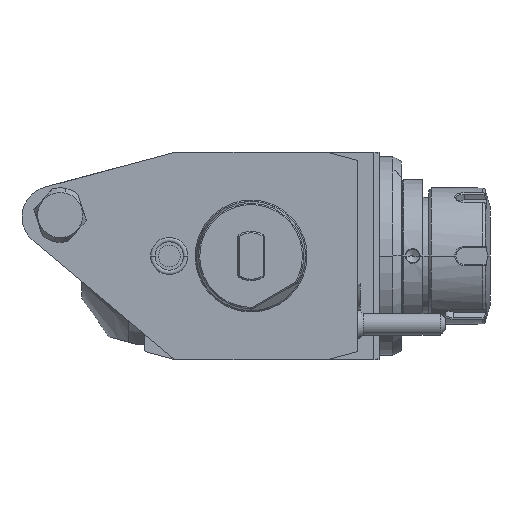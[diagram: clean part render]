
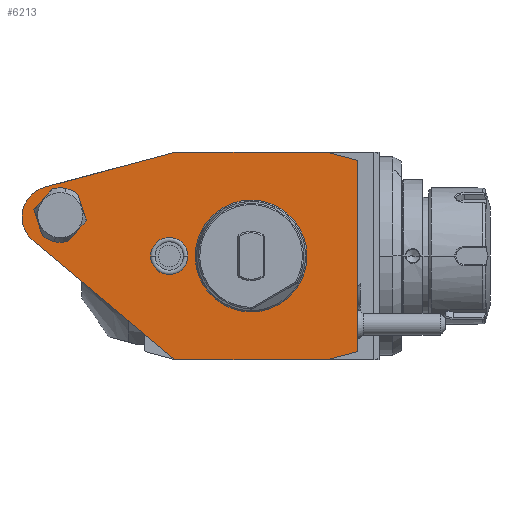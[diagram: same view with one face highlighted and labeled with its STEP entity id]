
A CAD part, front view. The second image highlights one B-rep face of the part: STEP entity #6213.
In plain terms, the highlighted planar face has unit normal (0, -1, 0).
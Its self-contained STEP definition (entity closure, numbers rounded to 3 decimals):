
#1=DIRECTION('',(-0.966,0.,-0.259));
#2=VECTOR('',#1,49.264);
#3=CARTESIAN_POINT('',(-28.,0.,38.));
#4=LINE('',#3,#2);
#5=DIRECTION('',(-1.,0.,0.));
#6=VECTOR('',#5,56.);
#7=CARTESIAN_POINT('',(28.,0.,38.));
#8=LINE('',#7,#6);
#9=DIRECTION('',(-0.966,0.,0.259));
#10=VECTOR('',#9,11.388);
#11=CARTESIAN_POINT('',(39.,0.,35.053));
#12=LINE('',#11,#10);
#13=DIRECTION('',(0.,0.,1.));
#14=VECTOR('',#13,70.105);
#15=CARTESIAN_POINT('',(39.,0.,-35.053));
#16=LINE('',#15,#14);
#17=DIRECTION('',(0.966,0.,0.259));
#18=VECTOR('',#17,11.388);
#19=CARTESIAN_POINT('',(28.,0.,-38.));
#20=LINE('',#19,#18);
#21=DIRECTION('',(1.,0.,0.));
#22=VECTOR('',#21,56.);
#23=CARTESIAN_POINT('',(-28.,0.,-38.));
#24=LINE('',#23,#22);
#25=DIRECTION('',(0.766,0.,-0.643));
#26=VECTOR('',#25,67.809);
#27=CARTESIAN_POINT('',(-79.945,0.,5.587));
#28=LINE('',#27,#26);
#29=CARTESIAN_POINT('',(-72.647,0.,14.283));
#30=DIRECTION('',(0.,-1.,0.));
#31=DIRECTION('',(-0.259,0.,0.966));
#32=AXIS2_PLACEMENT_3D('',#29,#30,#31);
#34=CARTESIAN_POINT('',(-30.,0.,0.));
#35=DIRECTION('',(0.,1.,0.));
#36=DIRECTION('',(-1.,0.,0.));
#37=AXIS2_PLACEMENT_3D('',#34,#35,#36);
#39=CARTESIAN_POINT('',(-30.,0.,0.));
#40=DIRECTION('',(0.,1.,0.));
#41=DIRECTION('',(1.,0.,0.));
#42=AXIS2_PLACEMENT_3D('',#39,#40,#41);
#4029=CARTESIAN_POINT('',(-70.,0.,15.));
#4030=DIRECTION('',(0.,-1.,0.));
#4031=DIRECTION('',(0.647,0.,0.763));
#4032=AXIS2_PLACEMENT_3D('',#4029,#4030,#4031);
#4052=DIRECTION('',(0.307,0.,-0.952));
#4053=VECTOR('',#4052,10.175);
#4054=CARTESIAN_POINT('',(-63.531,0.,22.626));
#4055=LINE('',#4054,#4053);
#4056=DIRECTION('',(-0.67,0.,-0.742));
#4057=VECTOR('',#4056,10.175);
#4058=CARTESIAN_POINT('',(-60.403,0.,12.943));
#4059=LINE('',#4058,#4057);
#4064=CARTESIAN_POINT('',(-70.,0.,15.));
#4065=DIRECTION('',(0.,-1.,0.));
#4066=DIRECTION('',(-0.647,0.,-0.763));
#4067=AXIS2_PLACEMENT_3D('',#4064,#4065,#4066);
#4087=DIRECTION('',(-0.307,0.,0.952));
#4088=VECTOR('',#4087,10.175);
#4089=CARTESIAN_POINT('',(-76.469,0.,7.374));
#4090=LINE('',#4089,#4088);
#4091=DIRECTION('',(0.67,0.,0.742));
#4092=VECTOR('',#4091,10.175);
#4093=CARTESIAN_POINT('',(-79.597,0.,17.057));
#4094=LINE('',#4093,#4092);
#4233=CARTESIAN_POINT('',(0.,0.,0.));
#4234=DIRECTION('',(0.,1.,0.));
#4235=DIRECTION('',(1.,0.,0.));
#4236=AXIS2_PLACEMENT_3D('',#4233,#4234,#4235);
#4238=CARTESIAN_POINT('',(0.,0.,0.));
#4239=DIRECTION('',(0.,1.,0.));
#4240=DIRECTION('',(-1.,0.,0.));
#4241=AXIS2_PLACEMENT_3D('',#4238,#4239,#4240);
#5629=CARTESIAN_POINT('',(-36.8,0.,0.));
#5630=CARTESIAN_POINT('',(-23.2,0.,0.));
#5631=VERTEX_POINT('',#5629);
#5632=VERTEX_POINT('',#5630);
#6009=CARTESIAN_POINT('',(-28.,0.,-38.));
#6010=CARTESIAN_POINT('',(28.,0.,-38.));
#6011=VERTEX_POINT('',#6009);
#6012=VERTEX_POINT('',#6010);
#6013=CARTESIAN_POINT('',(39.,0.,-35.053));
#6014=VERTEX_POINT('',#6013);
#6015=CARTESIAN_POINT('',(39.,0.,35.053));
#6016=VERTEX_POINT('',#6015);
#6017=CARTESIAN_POINT('',(28.,0.,38.));
#6018=VERTEX_POINT('',#6017);
#6019=CARTESIAN_POINT('',(-28.,0.,38.));
#6020=VERTEX_POINT('',#6019);
#6021=CARTESIAN_POINT('',(-75.585,0.,25.25));
#6022=VERTEX_POINT('',#6021);
#6023=CARTESIAN_POINT('',(-79.945,0.,
5.587));
#6024=VERTEX_POINT('',#6023);
#6045=CARTESIAN_POINT('',(19.853,0.,0.));
#6046=CARTESIAN_POINT('',(-19.853,0.,0.));
#6047=VERTEX_POINT('',#6045);
#6048=VERTEX_POINT('',#6046);
#6049=CARTESIAN_POINT('',(-63.531,0.,22.626));
#6050=CARTESIAN_POINT('',(-72.776,0.,24.607));
#6051=VERTEX_POINT('',#6049);
#6052=VERTEX_POINT('',#6050);
#6053=CARTESIAN_POINT('',(-76.469,0.,7.374));
#6054=CARTESIAN_POINT('',(-67.224,0.,5.393));
#6055=VERTEX_POINT('',#6053);
#6056=VERTEX_POINT('',#6054);
#6057=CARTESIAN_POINT('',(-79.597,0.,17.057));
#6058=VERTEX_POINT('',#6057);
#6059=CARTESIAN_POINT('',(-60.403,0.,12.943));
#6060=VERTEX_POINT('',#6059);
#6164=CARTESIAN_POINT('',(0.,0.,0.));
#6165=DIRECTION('',(0.,-1.,0.));
#6166=DIRECTION('',(-1.,0.,0.));
#6167=AXIS2_PLACEMENT_3D('',#6164,#6165,#6166);
#6168=PLANE('',#6167);
#6170=ORIENTED_EDGE('',*,*,#6169,.F.);
#6172=ORIENTED_EDGE('',*,*,#6171,.F.);
#6174=ORIENTED_EDGE('',*,*,#6173,.F.);
#6176=ORIENTED_EDGE('',*,*,#6175,.F.);
#6178=ORIENTED_EDGE('',*,*,#6177,.F.);
#6180=ORIENTED_EDGE('',*,*,#6179,.F.);
#6182=ORIENTED_EDGE('',*,*,#6181,.F.);
#6184=ORIENTED_EDGE('',*,*,#6183,.F.);
#6185=EDGE_LOOP('',(#6170,#6172,#6174,#6176,#6178,#6180,#6182,#6184));
#6186=FACE_OUTER_BOUND('',#6185,.F.);
#6188=ORIENTED_EDGE('',*,*,#6187,.T.);
#6190=ORIENTED_EDGE('',*,*,#6189,.F.);
#6192=ORIENTED_EDGE('',*,*,#6191,.F.);
#6194=ORIENTED_EDGE('',*,*,#6193,.T.);
#6196=ORIENTED_EDGE('',*,*,#6195,.F.);
#6198=ORIENTED_EDGE('',*,*,#6197,.F.);
#6199=EDGE_LOOP('',(#6188,#6190,#6192,#6194,#6196,#6198));
#6200=FACE_BOUND('',#6199,.F.);
#6202=ORIENTED_EDGE('',*,*,#6201,.F.);
#6204=ORIENTED_EDGE('',*,*,#6203,.F.);
#6205=EDGE_LOOP('',(#6202,#6204));
#6206=FACE_BOUND('',#6205,.F.);
#6208=ORIENTED_EDGE('',*,*,#6207,.F.);
#6210=ORIENTED_EDGE('',*,*,#6209,.F.);
#6211=EDGE_LOOP('',(#6208,#6210));
#6212=FACE_BOUND('',#6211,.F.);
#33=CIRCLE('',#32,11.353);
#38=CIRCLE('',#37,6.8);
#43=CIRCLE('',#42,6.8);
#4033=CIRCLE('',#4032,10.);
#4068=CIRCLE('',#4067,10.);
#4237=CIRCLE('',#4236,19.853);
#4242=CIRCLE('',#4241,19.853);
#6169=EDGE_CURVE('',#6020,#6022,#4,.T.);
#6171=EDGE_CURVE('',#6018,#6020,#8,.T.);
#6173=EDGE_CURVE('',#6016,#6018,#12,.T.);
#6175=EDGE_CURVE('',#6014,#6016,#16,.T.);
#6177=EDGE_CURVE('',#6012,#6014,#20,.T.);
#6179=EDGE_CURVE('',#6011,#6012,#24,.T.);
#6181=EDGE_CURVE('',#6024,#6011,#28,.T.);
#6183=EDGE_CURVE('',#6022,#6024,#33,.T.);
#6187=EDGE_CURVE('',#6051,#6052,#4033,.T.);
#6189=EDGE_CURVE('',#6058,#6052,#4094,.T.);
#6191=EDGE_CURVE('',#6055,#6058,#4090,.T.);
#6193=EDGE_CURVE('',#6055,#6056,#4068,.T.);
#6195=EDGE_CURVE('',#6060,#6056,#4059,.T.);
#6197=EDGE_CURVE('',#6051,#6060,#4055,.T.);
#6201=EDGE_CURVE('',#6047,#6048,#4237,.T.);
#6203=EDGE_CURVE('',#6048,#6047,#4242,.T.);
#6207=EDGE_CURVE('',#5631,#5632,#38,.T.);
#6209=EDGE_CURVE('',#5632,#5631,#43,.T.);
#6213=ADVANCED_FACE('',(#6186,#6200,#6206,#6212),#6168,.T.);
